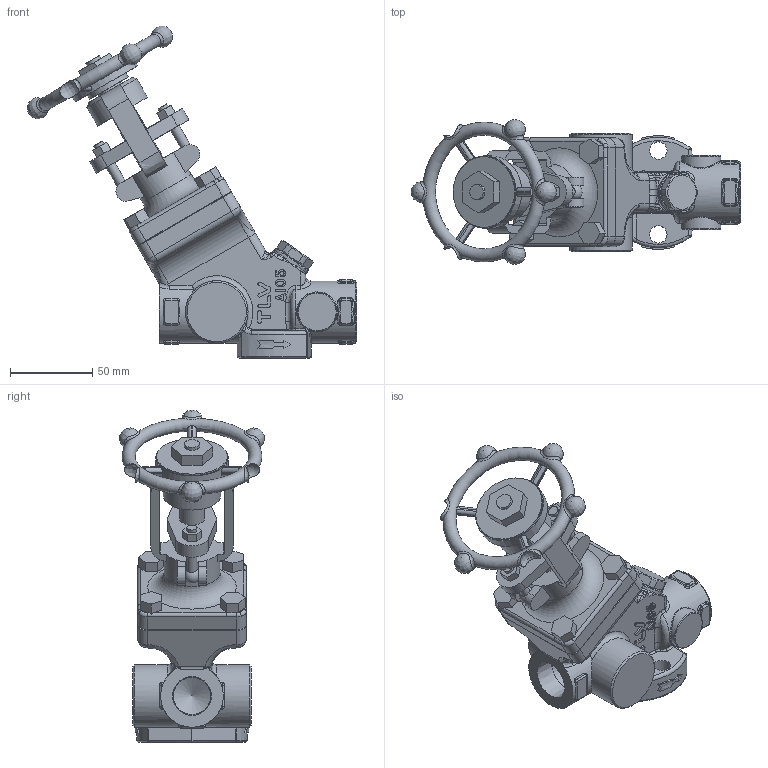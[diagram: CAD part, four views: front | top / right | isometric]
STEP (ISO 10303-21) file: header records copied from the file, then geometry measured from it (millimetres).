
FILE_DESCRIPTION(/* description */ (''),/* implementation_level */ '2;1');
FILE_NAME(/* name */ 'v1rl0-020-screw-00.stp',/* time_stamp */ '2019-10-31T17:02:33+09:00',/* author */ ('nakaot'),/* organization */ (''),/* preprocessor_version */ 'ST-DEVELOPER v18',/* originating_system */ 'Autodesk Inventor 2020',/* authorisation */ '');
FILE_SCHEMA (('AUTOMOTIVE_DESIGN { 1 0 10303 214 3 1 1 }'));
Length unit declared in the file: millimetre
Products named in the file (1): V1-RL-02
Bounding box: 200.1 x 88.18 x 201.68 mm (x, y, z)
Volume: 464403.6 mm3; surface area: 89237.8 mm2
Topology: 1 solids, 1 shells, 782 faces, 2042 edges, 1282 vertices
Faces by surface type: plane 337, cylinder 231, bspline 154, torus 35, cone 16, sphere 9
Full cylindrical faces by diameter (mm): 4 x2, 6 x4, 7 x1, 8 x1, 9.5 x1, 10.5 x2, 15 x4, 16 x1, 17 x1, 22.631 x2, 24 x3, 25 x1, 27 x1, 34 x1, 35 x1, 35.5 x1, 38 x3, 43 x1, 44 x1, 50 x1
Entity records: 29829 total; most frequent: CARTESIAN_POINT 11273, ORIENTED_EDGE 4036, DIRECTION 3642, EDGE_CURVE 2018, AXIS2_PLACEMENT_3D 1355, VERTEX_POINT 1288, LINE 932, VECTOR 932
